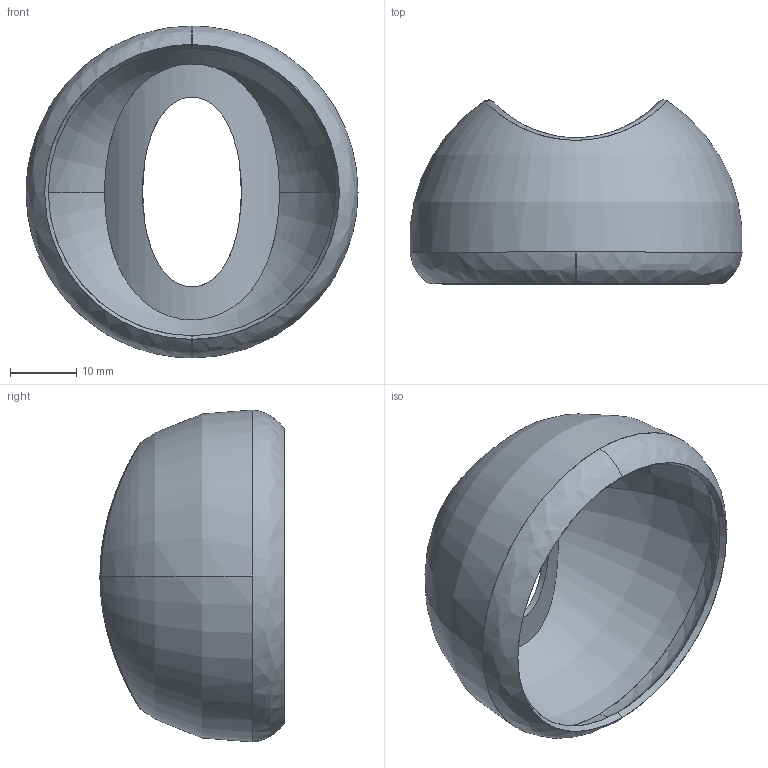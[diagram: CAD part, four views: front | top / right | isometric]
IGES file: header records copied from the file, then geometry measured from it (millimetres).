
Start section: SolidWorks IGES file using analytic representation for surfaces
Global section: file name: àðò. KRT305.IGS; native system: SolidWorks 2014; preprocessor: SolidWorks 2014; author: Àíäðåé; date: 140716.163022; units: millimetre
Bounding box: 49.99 x 27.71 x 49.99 mm (x, y, z)
Surface area: 9078.9 mm2 (no closed solid volume)
Topology: 0 solids, 0 shells, 16 faces, 472 edges, 472 vertices
Faces by surface type: bspline 8, revolution 8
